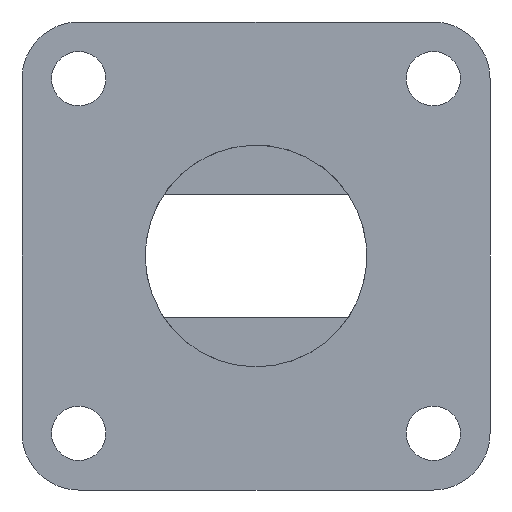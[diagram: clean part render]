
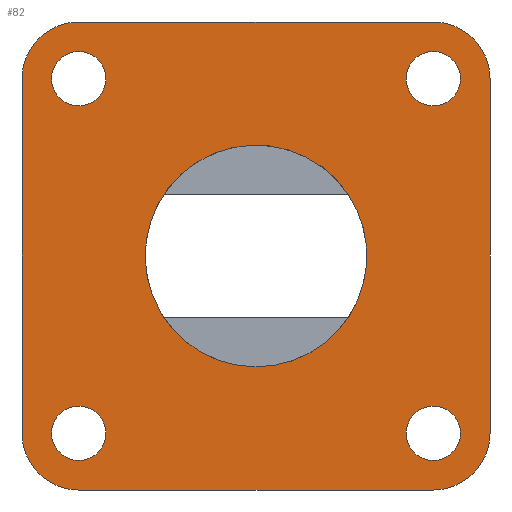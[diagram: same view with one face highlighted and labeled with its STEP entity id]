
A CAD part, left-side view. The second image highlights one B-rep face of the part: STEP entity #82.
In plain terms, the highlighted planar face has unit normal (-1, 0, 0).
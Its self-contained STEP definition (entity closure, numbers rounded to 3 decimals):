
#82 = ADVANCED_FACE( '', ( #157, #158, #159, #160, #161, #162 ), #163, .F. );
#157 = FACE_BOUND( '', #302, .T. );
#158 = FACE_BOUND( '', #303, .T. );
#159 = FACE_BOUND( '', #304, .T. );
#160 = FACE_BOUND( '', #305, .T. );
#161 = FACE_BOUND( '', #306, .T. );
#162 = FACE_OUTER_BOUND( '', #307, .T. );
#163 = PLANE( '', #308 );
#302 = EDGE_LOOP( '', ( #489 ) );
#303 = EDGE_LOOP( '', ( #490 ) );
#304 = EDGE_LOOP( '', ( #491 ) );
#305 = EDGE_LOOP( '', ( #492 ) );
#306 = EDGE_LOOP( '', ( #493 ) );
#307 = EDGE_LOOP( '', ( #494, #495, #496, #497, #498, #499, #500, #501 ) );
#308 = AXIS2_PLACEMENT_3D( '', #502, #503, #504 );
#489 = ORIENTED_EDGE( '', *, *, #927, .T. );
#490 = ORIENTED_EDGE( '', *, *, #928, .T. );
#491 = ORIENTED_EDGE( '', *, *, #929, .T. );
#492 = ORIENTED_EDGE( '', *, *, #889, .T. );
#493 = ORIENTED_EDGE( '', *, *, #902, .T. );
#494 = ORIENTED_EDGE( '', *, *, #930, .F. );
#495 = ORIENTED_EDGE( '', *, *, #931, .F. );
#496 = ORIENTED_EDGE( '', *, *, #932, .F. );
#497 = ORIENTED_EDGE( '', *, *, #933, .F. );
#498 = ORIENTED_EDGE( '', *, *, #934, .F. );
#499 = ORIENTED_EDGE( '', *, *, #935, .F. );
#500 = ORIENTED_EDGE( '', *, *, #936, .F. );
#501 = ORIENTED_EDGE( '', *, *, #937, .F. );
#502 = CARTESIAN_POINT( '', ( 0., 36., 36. ) );
#503 = DIRECTION( '', ( 1., 0., 0. ) );
#504 = DIRECTION( '', ( 0., 0., -1. ) );
#889 = EDGE_CURVE( '', #1033, #1033, #1034, .T. );
#902 = EDGE_CURVE( '', #1056, #1056, #1057, .T. );
#927 = EDGE_CURVE( '', #1106, #1106, #1107, .T. );
#928 = EDGE_CURVE( '', #1108, #1108, #1109, .T. );
#929 = EDGE_CURVE( '', #1110, #1110, #1111, .T. );
#930 = EDGE_CURVE( '', #1112, #1113, #1114, .T. );
#931 = EDGE_CURVE( '', #1115, #1112, #1116, .T. );
#932 = EDGE_CURVE( '', #1117, #1115, #1118, .T. );
#933 = EDGE_CURVE( '', #1119, #1117, #1120, .T. );
#934 = EDGE_CURVE( '', #1121, #1119, #1122, .T. );
#935 = EDGE_CURVE( '', #1123, #1121, #1124, .T. );
#936 = EDGE_CURVE( '', #1125, #1123, #1126, .T. );
#937 = EDGE_CURVE( '', #1113, #1125, #1127, .T. );
#1033 = VERTEX_POINT( '', #1275 );
#1034 = CIRCLE( '', #1276, 5.5 );
#1056 = VERTEX_POINT( '', #1301 );
#1057 = CIRCLE( '', #1302, 22.5 );
#1106 = VERTEX_POINT( '', #1367 );
#1107 = CIRCLE( '', #1368, 5.5 );
#1108 = VERTEX_POINT( '', #1369 );
#1109 = CIRCLE( '', #1370, 5.5 );
#1110 = VERTEX_POINT( '', #1371 );
#1111 = CIRCLE( '', #1372, 5.5 );
#1112 = VERTEX_POINT( '', #1373 );
#1113 = VERTEX_POINT( '', #1374 );
#1114 = CIRCLE( '', #1375, 11.5 );
#1115 = VERTEX_POINT( '', #1376 );
#1116 = LINE( '', #1377, #1378 );
#1117 = VERTEX_POINT( '', #1379 );
#1118 = CIRCLE( '', #1380, 11.5 );
#1119 = VERTEX_POINT( '', #1381 );
#1120 = LINE( '', #1382, #1383 );
#1121 = VERTEX_POINT( '', #1384 );
#1122 = CIRCLE( '', #1385, 11.5 );
#1123 = VERTEX_POINT( '', #1386 );
#1124 = LINE( '', #1387, #1388 );
#1125 = VERTEX_POINT( '', #1389 );
#1126 = CIRCLE( '', #1390, 11.5 );
#1127 = LINE( '', #1391, #1392 );
#1275 = CARTESIAN_POINT( '', ( 0., 36., 30.5 ) );
#1276 = AXIS2_PLACEMENT_3D( '', #1606, #1607, #1608 );
#1301 = CARTESIAN_POINT( '', ( 0., 0., -22.5 ) );
#1302 = AXIS2_PLACEMENT_3D( '', #1639, #1640, #1641 );
#1367 = CARTESIAN_POINT( '', ( 0., -36., -41.5 ) );
#1368 = AXIS2_PLACEMENT_3D( '', #1682, #1683, #1684 );
#1369 = CARTESIAN_POINT( '', ( 0., -36., 30.5 ) );
#1370 = AXIS2_PLACEMENT_3D( '', #1685, #1686, #1687 );
#1371 = CARTESIAN_POINT( '', ( 0., 36., -41.5 ) );
#1372 = AXIS2_PLACEMENT_3D( '', #1688, #1689, #1690 );
#1373 = CARTESIAN_POINT( '', ( 0., 47.5, 36. ) );
#1374 = CARTESIAN_POINT( '', ( 0., 36., 47.5 ) );
#1375 = AXIS2_PLACEMENT_3D( '', #1691, #1692, #1693 );
#1376 = CARTESIAN_POINT( '', ( 0., 47.5, -36. ) );
#1377 = CARTESIAN_POINT( '', ( 0., 47.5, -36. ) );
#1378 = VECTOR( '', #1694, 1000. );
#1379 = CARTESIAN_POINT( '', ( 0., 36., -47.5 ) );
#1380 = AXIS2_PLACEMENT_3D( '', #1695, #1696, #1697 );
#1381 = CARTESIAN_POINT( '', ( 0., -36., -47.5 ) );
#1382 = CARTESIAN_POINT( '', ( 0., -36., -47.5 ) );
#1383 = VECTOR( '', #1698, 1000. );
#1384 = CARTESIAN_POINT( '', ( 0., -47.5, -36. ) );
#1385 = AXIS2_PLACEMENT_3D( '', #1699, #1700, #1701 );
#1386 = CARTESIAN_POINT( '', ( 0., -47.5, 36. ) );
#1387 = CARTESIAN_POINT( '', ( 0., -47.5, 36. ) );
#1388 = VECTOR( '', #1702, 1000. );
#1389 = CARTESIAN_POINT( '', ( 0., -36., 47.5 ) );
#1390 = AXIS2_PLACEMENT_3D( '', #1703, #1704, #1705 );
#1391 = CARTESIAN_POINT( '', ( 0., 36., 47.5 ) );
#1392 = VECTOR( '', #1706, 1000. );
#1606 = CARTESIAN_POINT( '', ( 0., 36., 36. ) );
#1607 = DIRECTION( '', ( 1., 0., 0. ) );
#1608 = DIRECTION( '', ( 0., 0., -1. ) );
#1639 = CARTESIAN_POINT( '', ( 0., 0., 0. ) );
#1640 = DIRECTION( '', ( 1., 0., 0. ) );
#1641 = DIRECTION( '', ( 0., 0., -1. ) );
#1682 = CARTESIAN_POINT( '', ( 0., -36., -36. ) );
#1683 = DIRECTION( '', ( 1., 0., 0. ) );
#1684 = DIRECTION( '', ( 0., 0., -1. ) );
#1685 = CARTESIAN_POINT( '', ( 0., -36., 36. ) );
#1686 = DIRECTION( '', ( 1., 0., 0. ) );
#1687 = DIRECTION( '', ( 0., 0., -1. ) );
#1688 = CARTESIAN_POINT( '', ( 0., 36., -36. ) );
#1689 = DIRECTION( '', ( 1., 0., 0. ) );
#1690 = DIRECTION( '', ( 0., 0., -1. ) );
#1691 = CARTESIAN_POINT( '', ( 0., 36., 36. ) );
#1692 = DIRECTION( '', ( 1., 0., 0. ) );
#1693 = DIRECTION( '', ( 0., 0., -1. ) );
#1694 = DIRECTION( '', ( 0., 0., 1. ) );
#1695 = CARTESIAN_POINT( '', ( 0., 36., -36. ) );
#1696 = DIRECTION( '', ( 1., 0., 0. ) );
#1697 = DIRECTION( '', ( 0., 0., -1. ) );
#1698 = DIRECTION( '', ( 0., 1., 0. ) );
#1699 = CARTESIAN_POINT( '', ( 0., -36., -36. ) );
#1700 = DIRECTION( '', ( 1., 0., 0. ) );
#1701 = DIRECTION( '', ( 0., 0., -1. ) );
#1702 = DIRECTION( '', ( 0., 0., -1. ) );
#1703 = CARTESIAN_POINT( '', ( 0., -36., 36. ) );
#1704 = DIRECTION( '', ( 1., 0., 0. ) );
#1705 = DIRECTION( '', ( 0., 0., -1. ) );
#1706 = DIRECTION( '', ( 0., -1., 0. ) );
